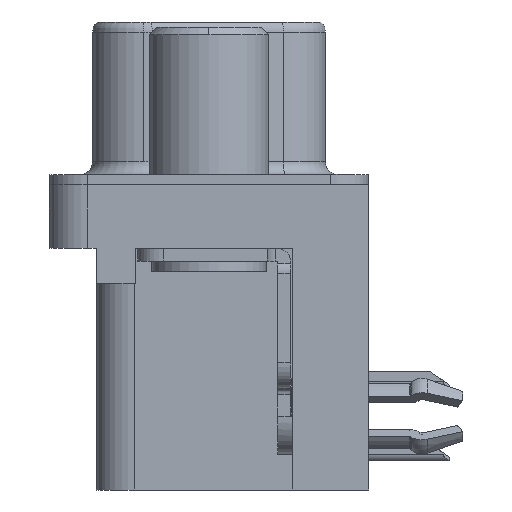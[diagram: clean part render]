
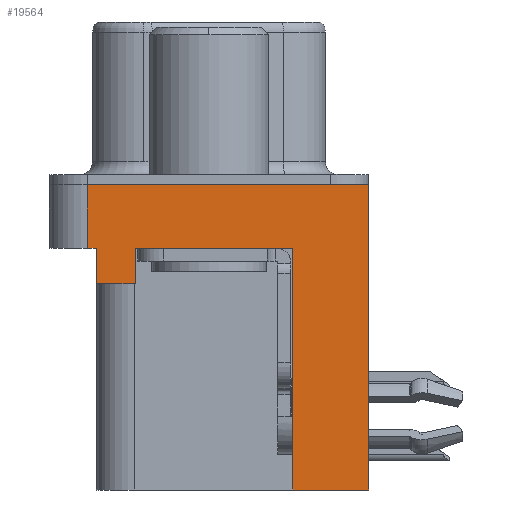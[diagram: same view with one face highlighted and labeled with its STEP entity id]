
A CAD part, left-side view. The second image highlights one B-rep face of the part: STEP entity #19564.
In plain terms, the highlighted planar face has unit normal (-1, 0, 0).
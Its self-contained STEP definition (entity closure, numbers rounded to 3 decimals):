
#479 = VECTOR ( 'NONE', #5302, 1000. ) ;
#514 = VERTEX_POINT ( 'NONE', #18121 ) ;
#960 = ORIENTED_EDGE ( 'NONE', *, *, #4062, .T. ) ;
#1048 = DIRECTION ( 'NONE',  ( 0., -1., 0. ) ) ;
#1184 = VECTOR ( 'NONE', #18931, 1000. ) ;
#1389 = CARTESIAN_POINT ( 'NONE',  ( -2.935, -3.295, -12. ) ) ;
#1817 = VERTEX_POINT ( 'NONE', #5742 ) ;
#1880 = VECTOR ( 'NONE', #1048, 1000. ) ;
#2142 = LINE ( 'NONE', #15911, #19416 ) ;
#2646 = EDGE_CURVE ( 'NONE', #11204, #514, #19799, .T. ) ;
#2797 = CARTESIAN_POINT ( 'NONE',  ( -2.935, 2.895, -3.9 ) ) ;
#3088 = LINE ( 'NONE', #1389, #4086 ) ;
#3515 = ORIENTED_EDGE ( 'NONE', *, *, #13197, .F. ) ;
#3722 = VECTOR ( 'NONE', #9146, 1000. ) ;
#4045 = VERTEX_POINT ( 'NONE', #7525 ) ;
#4062 = EDGE_CURVE ( 'NONE', #4045, #18670, #7545, .T. ) ;
#4086 = VECTOR ( 'NONE', #21009, 1000. ) ;
#4180 = DIRECTION ( 'NONE',  ( -1., 0., 0. ) ) ;
#4214 = LINE ( 'NONE', #14881, #17946 ) ;
#5024 = DIRECTION ( 'NONE',  ( 0., -1., 0. ) ) ;
#5089 = CARTESIAN_POINT ( 'NONE',  ( -2.935, -6.275, 0. ) ) ;
#5302 = DIRECTION ( 'NONE',  ( 0., 0., 1. ) ) ;
#5541 = LINE ( 'NONE', #9148, #1184 ) ;
#5648 = CARTESIAN_POINT ( 'NONE',  ( -2.935, 4.425, -2.5 ) ) ;
#5742 = CARTESIAN_POINT ( 'NONE',  ( -2.935, 4.775, -2.5 ) ) ;
#6200 = LINE ( 'NONE', #15760, #1880 ) ;
#6560 = FACE_OUTER_BOUND ( 'NONE', #10528, .T. ) ;
#6731 = CARTESIAN_POINT ( 'NONE',  ( -2.935, -6.275, 0. ) ) ;
#7044 = EDGE_CURVE ( 'NONE', #11204, #15446, #11188, .T. ) ;
#7310 = DIRECTION ( 'NONE',  ( 0., 1., 0. ) ) ;
#7338 = ORIENTED_EDGE ( 'NONE', *, *, #2646, .F. ) ;
#7525 = CARTESIAN_POINT ( 'NONE',  ( -2.935, -6.275, -12. ) ) ;
#7545 = LINE ( 'NONE', #12418, #3722 ) ;
#8064 = CARTESIAN_POINT ( 'NONE',  ( -2.935, -3.295, -12. ) ) ;
#8285 = EDGE_CURVE ( 'NONE', #1817, #17478, #14694, .T. ) ;
#8325 = ORIENTED_EDGE ( 'NONE', *, *, #8705, .F. ) ;
#8427 = DIRECTION ( 'NONE',  ( 0., 0., 1. ) ) ;
#8705 = EDGE_CURVE ( 'NONE', #4045, #17015, #5541, .T. ) ;
#9146 = DIRECTION ( 'NONE',  ( 0., 0., 1. ) ) ;
#9148 = CARTESIAN_POINT ( 'NONE',  ( -2.935, -3.295, -12. ) ) ;
#9157 = EDGE_CURVE ( 'NONE', #514, #17478, #4214, .T. ) ;
#9725 = ORIENTED_EDGE ( 'NONE', *, *, #9157, .F. ) ;
#9830 = VERTEX_POINT ( 'NONE', #13053 ) ;
#9880 = DIRECTION ( 'NONE',  ( 0., 0., 1. ) ) ;
#9995 = ORIENTED_EDGE ( 'NONE', *, *, #10298, .F. ) ;
#10298 = EDGE_CURVE ( 'NONE', #1817, #9830, #2142, .T. ) ;
#10443 = EDGE_CURVE ( 'NONE', #15446, #18785, #6200, .T. ) ;
#10528 = EDGE_LOOP ( 'NONE', ( #3515, #9995, #11410, #9725, #7338, #20882, #17914, #15015, #8325, #960 ) ) ;
#10594 = CARTESIAN_POINT ( 'NONE',  ( -2.935, -6.275, -2.5 ) ) ;
#10667 = PLANE ( 'NONE',  #14328 ) ;
#11159 = VECTOR ( 'NONE', #7310, 1000. ) ;
#11188 = LINE ( 'NONE', #16738, #479 ) ;
#11204 = VERTEX_POINT ( 'NONE', #2797 ) ;
#11410 = ORIENTED_EDGE ( 'NONE', *, *, #8285, .T. ) ;
#12418 = CARTESIAN_POINT ( 'NONE',  ( -2.935, -6.275, -2.5 ) ) ;
#13053 = CARTESIAN_POINT ( 'NONE',  ( -2.935, 4.775, 0. ) ) ;
#13116 = EDGE_CURVE ( 'NONE', #17015, #18785, #3088, .T. ) ;
#13197 = EDGE_CURVE ( 'NONE', #9830, #18670, #16812, .T. ) ;
#13749 = VECTOR ( 'NONE', #5024, 1000. ) ;
#13910 = DIRECTION ( 'NONE',  ( 0., 0., 1. ) ) ;
#14328 = AXIS2_PLACEMENT_3D ( 'NONE', #10594, #4180, #13910 ) ;
#14694 = LINE ( 'NONE', #17071, #20279 ) ;
#14881 = CARTESIAN_POINT ( 'NONE',  ( -2.935, 4.425, -3.9 ) ) ;
#14936 = CARTESIAN_POINT ( 'NONE',  ( -2.935, 2.895, -2.5 ) ) ;
#15015 = ORIENTED_EDGE ( 'NONE', *, *, #13116, .F. ) ;
#15219 = CARTESIAN_POINT ( 'NONE',  ( -2.935, -3.295, -2.5 ) ) ;
#15446 = VERTEX_POINT ( 'NONE', #14936 ) ;
#15760 = CARTESIAN_POINT ( 'NONE',  ( -2.935, -6.275, -2.5 ) ) ;
#15911 = CARTESIAN_POINT ( 'NONE',  ( -2.935, 4.775, -2.5 ) ) ;
#16738 = CARTESIAN_POINT ( 'NONE',  ( -2.935, 2.895, -3.9 ) ) ;
#16812 = LINE ( 'NONE', #6731, #13749 ) ;
#17015 = VERTEX_POINT ( 'NONE', #8064 ) ;
#17071 = CARTESIAN_POINT ( 'NONE',  ( -2.935, -6.275, -2.5 ) ) ;
#17096 = CARTESIAN_POINT ( 'NONE',  ( -2.935, 4.425, -3.9 ) ) ;
#17478 = VERTEX_POINT ( 'NONE', #5648 ) ;
#17914 = ORIENTED_EDGE ( 'NONE', *, *, #10443, .T. ) ;
#17946 = VECTOR ( 'NONE', #8427, 1000. ) ;
#18121 = CARTESIAN_POINT ( 'NONE',  ( -2.935, 4.425, -3.9 ) ) ;
#18670 = VERTEX_POINT ( 'NONE', #5089 ) ;
#18693 = DIRECTION ( 'NONE',  ( 0., -1., 0. ) ) ;
#18785 = VERTEX_POINT ( 'NONE', #15219 ) ;
#18931 = DIRECTION ( 'NONE',  ( 0., 1., 0. ) ) ;
#19416 = VECTOR ( 'NONE', #9880, 1000. ) ;
#19564 = ADVANCED_FACE ( 'NONE', ( #6560 ), #10667, .T. ) ;
#19799 = LINE ( 'NONE', #17096, #11159 ) ;
#20279 = VECTOR ( 'NONE', #18693, 1000. ) ;
#20882 = ORIENTED_EDGE ( 'NONE', *, *, #7044, .T. ) ;
#21009 = DIRECTION ( 'NONE',  ( 0., 0., 1. ) ) ;
